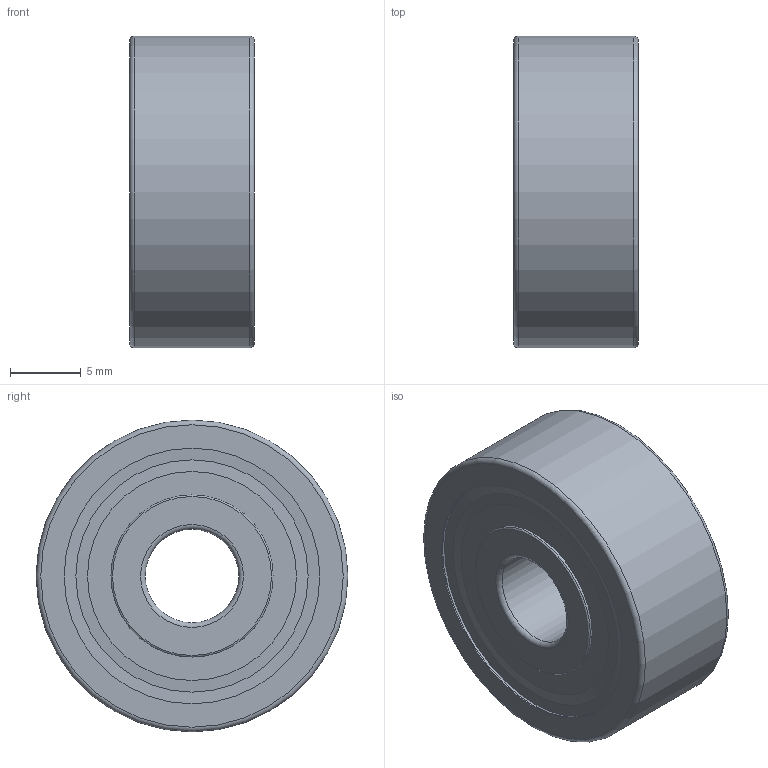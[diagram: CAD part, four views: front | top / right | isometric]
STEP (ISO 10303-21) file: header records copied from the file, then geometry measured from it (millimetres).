
FILE_DESCRIPTION( ( '' ), ' ' );
FILE_NAME( '5aa29b8d41d49b0fc85e7bef.step', '2018-03-09T14:34:54', ( '' ), ( '' ), ' ', ' ', ' ' );
FILE_SCHEMA( ( 'AUTOMOTIVE_DESIGN { 1 0 10303 214 1 1 1 1 }' ) );
Length unit declared in the file: metre
Products named in the file (4): Assem1; _623-RS1_PART1; _623-RS1_PART2; _623-RS1_PART3
Assembly tree (9 placements, depth 2):
  Assem1
    _623-RS1_PART1
    _623-RS1_PART2
    _623-RS1_PART3  x7
Bounding box: 8.8 x 22 x 22 mm (x, y, z)
Volume: 2117.9 mm3; surface area: 2610.3 mm2
Topology: 9 solids, 9 shells, 39 faces, 79 edges, 46 vertices
Faces by surface type: cylinder 10, torus 10, sphere 7, cone 6, plane 6
Full cylindrical faces by diameter (mm): 6.6 x1, 11.44 x3, 16.5 x2, 18.04 x3, 22 x1
Entity records: 799 total; most frequent: DIRECTION 150, CARTESIAN_POINT 112, AXIS2_PLACEMENT_3D 75, EDGE_LOOP 64, ORIENTED_EDGE 64, FACE_OUTER_BOUND 52, VERTEX_POINT 37, ADVANCED_FACE 33
